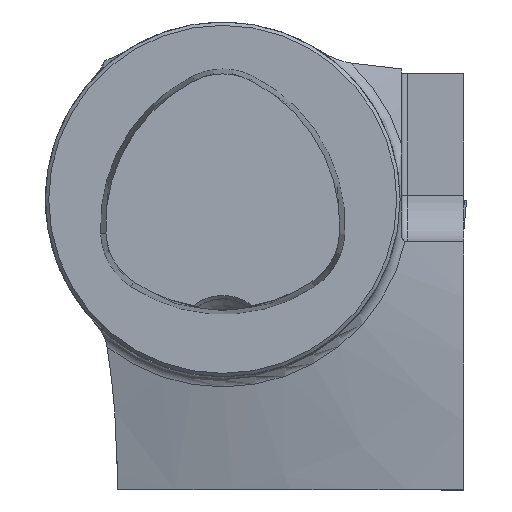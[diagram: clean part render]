
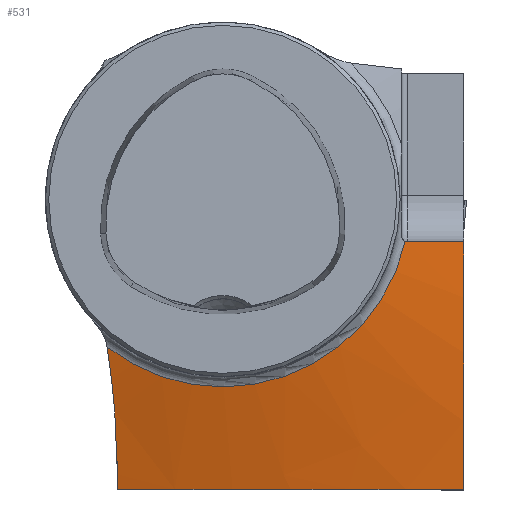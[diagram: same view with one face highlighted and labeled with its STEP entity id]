
A CAD part, top view. The second image highlights one B-rep face of the part: STEP entity #531.
In plain terms, the highlighted conical face has half-angle 75 degrees and reference radius 16 mm.
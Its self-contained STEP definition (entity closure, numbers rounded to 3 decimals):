
#141=CONICAL_SURFACE('',#1959,16.,75.);
#531=ADVANCED_FACE('FP_RR_SU1',(#633),#141,.T.);
#633=FACE_OUTER_BOUND('',#729,.T.);
#729=EDGE_LOOP('',(#922,#923,#924,#925,#926,#927,#928));
#836=B_SPLINE_CURVE_WITH_KNOTS('',3,(#2626,#2627,#2628,#2629),
 .UNSPECIFIED.,.F.,.F.,(4,4),(0.,1.),.UNSPECIFIED.);
#837=B_SPLINE_CURVE_WITH_KNOTS('',3,(#2662,#2663,#2664,#2665),
 .UNSPECIFIED.,.F.,.F.,(4,4),(0.,1.),.UNSPECIFIED.);
#838=B_SPLINE_CURVE_WITH_KNOTS('',3,(#2668,#2669,#2670,#2671,#2672,#2673),
 .UNSPECIFIED.,.F.,.F.,(4,2,4),(0.,0.5,1.),.UNSPECIFIED.);
#839=B_SPLINE_CURVE_WITH_KNOTS('',3,(#2674,#2675,#2676,#2677),
 .UNSPECIFIED.,.F.,.F.,(4,4),(0.,1.),.UNSPECIFIED.);
#840=B_SPLINE_CURVE_WITH_KNOTS('',3,(#2679,#2680,#2681,#2682),
 .UNSPECIFIED.,.F.,.F.,(4,4),(0.,1.),.UNSPECIFIED.);
#841=B_SPLINE_CURVE_WITH_KNOTS('',3,(#2683,#2684,#2685,#2686),
 .UNSPECIFIED.,.F.,.F.,(4,4),(0.,1.),.UNSPECIFIED.);
#922=ORIENTED_EDGE('',*,*,#1620,.F.);
#923=ORIENTED_EDGE('',*,*,#1621,.T.);
#924=ORIENTED_EDGE('',*,*,#1604,.T.);
#925=ORIENTED_EDGE('',*,*,#1622,.T.);
#926=ORIENTED_EDGE('',*,*,#1623,.F.);
#927=ORIENTED_EDGE('',*,*,#1594,.T.);
#928=ORIENTED_EDGE('',*,*,#1624,.F.);
#1420=VERTEX_POINT('',#2582);
#1421=VERTEX_POINT('',#2584);
#1430=VERTEX_POINT('',#2630);
#1431=VERTEX_POINT('',#2631);
#1446=VERTEX_POINT('',#2666);
#1447=VERTEX_POINT('',#2667);
#1448=VERTEX_POINT('',#2678);
#1594=EDGE_CURVE('',#1421,#1420,#1855,.T.);
#1604=EDGE_CURVE('',#1430,#1431,#836,.T.);
#1620=EDGE_CURVE('',#1446,#1447,#837,.T.);
#1621=EDGE_CURVE('',#1446,#1430,#838,.T.);
#1622=EDGE_CURVE('',#1431,#1448,#839,.T.);
#1623=EDGE_CURVE('',#1421,#1448,#840,.T.);
#1624=EDGE_CURVE('',#1447,#1420,#841,.T.);
#1855=CIRCLE('',#1953,16.889);
#1953=AXIS2_PLACEMENT_3D('',#2583,#2111,#2112);
#1959=AXIS2_PLACEMENT_3D('',#2687,#2142,#2143);
#2111=DIRECTION('',(0.,0.,-1.));
#2112=DIRECTION('',(1.,0.,0.));
#2142=DIRECTION('',(0.,0.,-1.));
#2143=DIRECTION('',(-1.,0.,0.));
#2582=CARTESIAN_POINT('',(-10.446,-13.271,-16.438));
#2583=CARTESIAN_POINT('',(0.,0.,-16.438));
#2584=CARTESIAN_POINT('',(16.465,-3.764,-16.438));
#2626=CARTESIAN_POINT('',(21.75,-26.128,-21.022));
#2627=CARTESIAN_POINT('',(21.75,-18.749,-19.502));
#2628=CARTESIAN_POINT('',(21.75,-11.342,-18.177));
#2629=CARTESIAN_POINT('',(21.75,-3.8,-17.829));
#2630=CARTESIAN_POINT('',(21.75,-26.128,-21.022));
#2631=CARTESIAN_POINT('',(21.75,-3.8,-17.829));
#2662=CARTESIAN_POINT('',(-9.5,-26.128,-19.362));
#2663=CARTESIAN_POINT('',(-9.5,-25.676,-19.248));
#2664=CARTESIAN_POINT('',(-9.5,-25.224,-19.135));
#2665=CARTESIAN_POINT('',(-9.5,-24.773,-19.022));
#2666=CARTESIAN_POINT('',(-9.5,-26.128,-19.362));
#2667=CARTESIAN_POINT('',(-9.5,-24.773,-19.022));
#2668=CARTESIAN_POINT('',(-9.5,-26.128,-19.362));
#2669=CARTESIAN_POINT('',(-4.367,-26.128,-18.892));
#2670=CARTESIAN_POINT('',(0.885,-26.128,-18.783));
#2671=CARTESIAN_POINT('',(11.363,-26.128,-19.424));
#2672=CARTESIAN_POINT('',(16.575,-26.128,-20.135));
#2673=CARTESIAN_POINT('',(21.75,-26.128,-21.022));
#2674=CARTESIAN_POINT('',(21.75,-3.8,-17.829));
#2675=CARTESIAN_POINT('',(20.05,-3.8,-17.38));
#2676=CARTESIAN_POINT('',(18.351,-3.8,-16.933));
#2677=CARTESIAN_POINT('',(16.65,-3.8,-16.489));
#2678=CARTESIAN_POINT('',(16.65,-3.8,-16.489));
#2679=CARTESIAN_POINT('',(16.465,-3.764,-16.438));
#2680=CARTESIAN_POINT('',(16.523,-3.788,-16.455));
#2681=CARTESIAN_POINT('',(16.587,-3.8,-16.472));
#2682=CARTESIAN_POINT('',(16.65,-3.8,-16.489));
#2683=CARTESIAN_POINT('',(-9.5,-24.773,-19.022));
#2684=CARTESIAN_POINT('',(-9.5,-20.943,-18.064));
#2685=CARTESIAN_POINT('',(-9.847,-17.108,-17.147));
#2686=CARTESIAN_POINT('',(-10.446,-13.271,-16.438));
#2687=CARTESIAN_POINT('',(0.,0.,-16.2));
